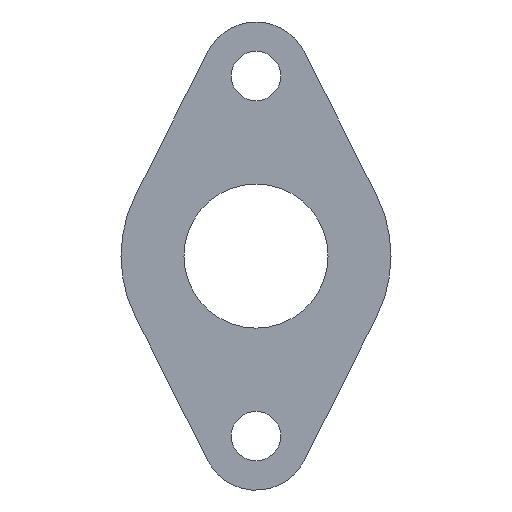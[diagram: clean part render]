
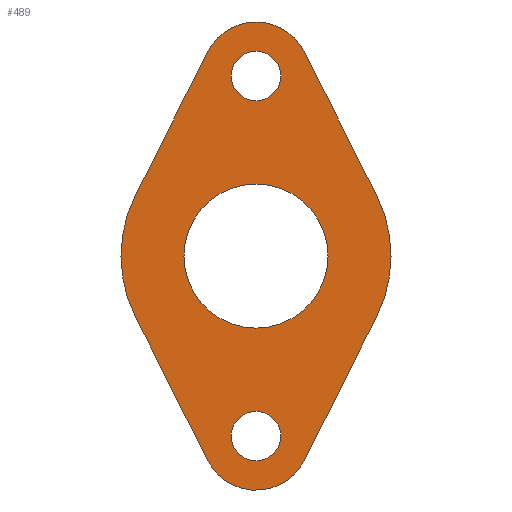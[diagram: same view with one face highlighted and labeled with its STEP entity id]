
A CAD part, left-side view. The second image highlights one B-rep face of the part: STEP entity #489.
In plain terms, the highlighted planar face has unit normal (-1, 0, 0).
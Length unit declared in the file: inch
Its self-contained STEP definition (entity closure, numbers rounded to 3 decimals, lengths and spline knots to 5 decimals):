
#1 = VERTEX_POINT ( 'NONE', #60 ) ;
#4 = CARTESIAN_POINT ( 'NONE',  ( 0., 0., 0.7874 ) ) ;
#8 = DIRECTION ( 'NONE',  ( 0., 0., -1. ) ) ;
#10 = EDGE_CURVE ( 'NONE', #309, #488, #453, .T. ) ;
#24 = EDGE_LOOP ( 'NONE', ( #222, #629 ) ) ;
#26 = CARTESIAN_POINT ( 'NONE',  ( 0., -0.21095, 0.8937 ) ) ;
#27 = CIRCLE ( 'NONE', #235, 0.23622 ) ;
#40 = CARTESIAN_POINT ( 'NONE',  ( 0., 0., 0.7874 ) ) ;
#43 = CARTESIAN_POINT ( 'NONE',  ( 0., 0., 0.31496 ) ) ;
#48 = CIRCLE ( 'NONE', #159, 0.10827 ) ;
#53 = CARTESIAN_POINT ( 'NONE',  ( 0., 0.52738, 0.26575 ) ) ;
#55 = FACE_BOUND ( 'NONE', #24, .T. ) ;
#60 = CARTESIAN_POINT ( 'NONE',  ( 0., 0.21095, -0.8937 ) ) ;
#62 = VERTEX_POINT ( 'NONE', #216 ) ;
#66 = ORIENTED_EDGE ( 'NONE', *, *, #10, .F. ) ;
#72 = ORIENTED_EDGE ( 'NONE', *, *, #424, .F. ) ;
#86 = CIRCLE ( 'NONE', #208, 0.10827 ) ;
#90 = DIRECTION ( 'NONE',  ( 0., 0., -1. ) ) ;
#92 = DIRECTION ( 'NONE',  ( 1., 0., 0. ) ) ;
#95 = CARTESIAN_POINT ( 'NONE',  ( 0., 0.52738, 0.26575 ) ) ;
#98 = VECTOR ( 'NONE', #385, 39.37008 ) ;
#101 = CARTESIAN_POINT ( 'NONE',  ( 0., -0.21095, 0.8937 ) ) ;
#107 = DIRECTION ( 'NONE',  ( 0., -0.45, 0.893 ) ) ;
#119 = EDGE_CURVE ( 'NONE', #295, #548, #86, .T. ) ;
#120 = EDGE_LOOP ( 'NONE', ( #394, #601 ) ) ;
#122 = DIRECTION ( 'NONE',  ( 1., 0., 0. ) ) ;
#125 = DIRECTION ( 'NONE',  ( 1., 0., 0. ) ) ;
#134 = CARTESIAN_POINT ( 'NONE',  ( 0., 0., 1.02362 ) ) ;
#136 = EDGE_CURVE ( 'NONE', #530, #309, #27, .T. ) ;
#139 = LINE ( 'NONE', #236, #98 ) ;
#147 = CIRCLE ( 'NONE', #397, 0.59055 ) ;
#154 = DIRECTION ( 'NONE',  ( 0., 0.45, -0.893 ) ) ;
#159 = AXIS2_PLACEMENT_3D ( 'NONE', #528, #325, #585 ) ;
#162 = EDGE_CURVE ( 'NONE', #612, #1, #409, .T. ) ;
#166 = DIRECTION ( 'NONE',  ( 1., 0., 0. ) ) ;
#167 = CARTESIAN_POINT ( 'NONE',  ( 0., -0.52738, -0.26575 ) ) ;
#168 = AXIS2_PLACEMENT_3D ( 'NONE', #463, #122, #355 ) ;
#184 = CARTESIAN_POINT ( 'NONE',  ( 0., 0.52738, -0.26575 ) ) ;
#189 = CIRCLE ( 'NONE', #321, 0.31496 ) ;
#192 = ORIENTED_EDGE ( 'NONE', *, *, #136, .F. ) ;
#194 = LINE ( 'NONE', #438, #310 ) ;
#195 = VERTEX_POINT ( 'NONE', #43 ) ;
#202 = CARTESIAN_POINT ( 'NONE',  ( 0., 0., 0. ) ) ;
#206 = DIRECTION ( 'NONE',  ( 0., 0., -1. ) ) ;
#208 = AXIS2_PLACEMENT_3D ( 'NONE', #459, #166, #206 ) ;
#214 = AXIS2_PLACEMENT_3D ( 'NONE', #202, #125, #251 ) ;
#216 = CARTESIAN_POINT ( 'NONE',  ( 0., 0., 0.89567 ) ) ;
#222 = ORIENTED_EDGE ( 'NONE', *, *, #344, .T. ) ;
#235 = AXIS2_PLACEMENT_3D ( 'NONE', #564, #410, #519 ) ;
#236 = CARTESIAN_POINT ( 'NONE',  ( 0., 0.21095, -0.8937 ) ) ;
#241 = EDGE_LOOP ( 'NONE', ( #583, #457 ) ) ;
#244 = EDGE_CURVE ( 'NONE', #318, #588, #147, .T. ) ;
#251 = DIRECTION ( 'NONE',  ( 0., 0., -1. ) ) ;
#278 = EDGE_CURVE ( 'NONE', #548, #295, #48, .T. ) ;
#294 = FACE_BOUND ( 'NONE', #241, .T. ) ;
#295 = VERTEX_POINT ( 'NONE', #328 ) ;
#301 = DIRECTION ( 'NONE',  ( 0., 0., -1. ) ) ;
#303 = EDGE_CURVE ( 'NONE', #461, #62, #377, .T. ) ;
#309 = VERTEX_POINT ( 'NONE', #134 ) ;
#310 = VECTOR ( 'NONE', #154, 39.37008 ) ;
#312 = VERTEX_POINT ( 'NONE', #184 ) ;
#314 = CARTESIAN_POINT ( 'NONE',  ( 0., 0., -0.31496 ) ) ;
#318 = VERTEX_POINT ( 'NONE', #545 ) ;
#320 = DIRECTION ( 'NONE',  ( 1., 0., 0. ) ) ;
#321 = AXIS2_PLACEMENT_3D ( 'NONE', #532, #320, #301 ) ;
#323 = ORIENTED_EDGE ( 'NONE', *, *, #544, .F. ) ;
#325 = DIRECTION ( 'NONE',  ( 1., 0., 0. ) ) ;
#328 = CARTESIAN_POINT ( 'NONE',  ( 0., 0., -0.89567 ) ) ;
#337 = CARTESIAN_POINT ( 'NONE',  ( 0., 0., 0. ) ) ;
#341 = CARTESIAN_POINT ( 'NONE',  ( 0., 0., 0.67913 ) ) ;
#342 = ORIENTED_EDGE ( 'NONE', *, *, #162, .F. ) ;
#344 = EDGE_CURVE ( 'NONE', #62, #461, #520, .T. ) ;
#345 = DIRECTION ( 'NONE',  ( 0., 0., -1. ) ) ;
#355 = DIRECTION ( 'NONE',  ( 0., 0., -1. ) ) ;
#356 = AXIS2_PLACEMENT_3D ( 'NONE', #40, #382, #90 ) ;
#362 = EDGE_CURVE ( 'NONE', #635, #530, #557, .T. ) ;
#364 = LINE ( 'NONE', #26, #484 ) ;
#370 = ORIENTED_EDGE ( 'NONE', *, *, #362, .F. ) ;
#375 = VECTOR ( 'NONE', #107, 39.37008 ) ;
#377 = CIRCLE ( 'NONE', #356, 0.10827 ) ;
#382 = DIRECTION ( 'NONE',  ( 1., 0., 0. ) ) ;
#385 = DIRECTION ( 'NONE',  ( 0., 0.45, 0.893 ) ) ;
#394 = ORIENTED_EDGE ( 'NONE', *, *, #278, .T. ) ;
#396 = EDGE_CURVE ( 'NONE', #588, #612, #194, .T. ) ;
#397 = AXIS2_PLACEMENT_3D ( 'NONE', #628, #538, #582 ) ;
#398 = FACE_BOUND ( 'NONE', #120, .T. ) ;
#403 = FACE_OUTER_BOUND ( 'NONE', #448, .T. ) ;
#409 = CIRCLE ( 'NONE', #607, 0.23622 ) ;
#410 = DIRECTION ( 'NONE',  ( 1., 0., 0. ) ) ;
#417 = DIRECTION ( 'NONE',  ( 1., 0., 0. ) ) ;
#424 = EDGE_CURVE ( 'NONE', #1, #312, #139, .T. ) ;
#432 = CIRCLE ( 'NONE', #214, 0.59055 ) ;
#437 = EDGE_CURVE ( 'NONE', #556, #195, #551, .T. ) ;
#438 = CARTESIAN_POINT ( 'NONE',  ( 0., -0.52738, -0.26575 ) ) ;
#448 = EDGE_LOOP ( 'NONE', ( #370, #323, #72, #342, #597, #626, #553, #66, #192 ) ) ;
#453 = CIRCLE ( 'NONE', #168, 0.23622 ) ;
#457 = ORIENTED_EDGE ( 'NONE', *, *, #437, .T. ) ;
#459 = CARTESIAN_POINT ( 'NONE',  ( 0., 0., -0.7874 ) ) ;
#461 = VERTEX_POINT ( 'NONE', #341 ) ;
#463 = CARTESIAN_POINT ( 'NONE',  ( 0., 0., 0.7874 ) ) ;
#470 = CARTESIAN_POINT ( 'NONE',  ( 0., 0., -0.7874 ) ) ;
#484 = VECTOR ( 'NONE', #619, 39.37008 ) ;
#488 = VERTEX_POINT ( 'NONE', #101 ) ;
#489 = ADVANCED_FACE ( 'NONE', ( #403, #398, #294, #55 ), #603, .F. ) ;
#495 = AXIS2_PLACEMENT_3D ( 'NONE', #4, #600, #8 ) ;
#514 = EDGE_CURVE ( 'NONE', #195, #556, #189, .T. ) ;
#515 = DIRECTION ( 'NONE',  ( 1., 0., 0. ) ) ;
#519 = DIRECTION ( 'NONE',  ( 0., 0., -1. ) ) ;
#520 = CIRCLE ( 'NONE', #495, 0.10827 ) ;
#528 = CARTESIAN_POINT ( 'NONE',  ( 0., 0., -0.7874 ) ) ;
#530 = VERTEX_POINT ( 'NONE', #574 ) ;
#532 = CARTESIAN_POINT ( 'NONE',  ( 0., 0., 0. ) ) ;
#538 = DIRECTION ( 'NONE',  ( 1., 0., 0. ) ) ;
#544 = EDGE_CURVE ( 'NONE', #312, #635, #432, .T. ) ;
#545 = CARTESIAN_POINT ( 'NONE',  ( 0., -0.52738, 0.26575 ) ) ;
#548 = VERTEX_POINT ( 'NONE', #605 ) ;
#551 = CIRCLE ( 'NONE', #589, 0.31496 ) ;
#553 = ORIENTED_EDGE ( 'NONE', *, *, #604, .F. ) ;
#556 = VERTEX_POINT ( 'NONE', #314 ) ;
#557 = LINE ( 'NONE', #95, #375 ) ;
#561 = DIRECTION ( 'NONE',  ( 0., 1., 0. ) ) ;
#564 = CARTESIAN_POINT ( 'NONE',  ( 0., 0., 0.7874 ) ) ;
#568 = CARTESIAN_POINT ( 'NONE',  ( 0., -0.21095, -0.8937 ) ) ;
#574 = CARTESIAN_POINT ( 'NONE',  ( 0., 0.21095, 0.8937 ) ) ;
#581 = AXIS2_PLACEMENT_3D ( 'NONE', #621, #417, #561 ) ;
#582 = DIRECTION ( 'NONE',  ( 0., 0., -1. ) ) ;
#583 = ORIENTED_EDGE ( 'NONE', *, *, #514, .T. ) ;
#585 = DIRECTION ( 'NONE',  ( 0., 0., -1. ) ) ;
#588 = VERTEX_POINT ( 'NONE', #167 ) ;
#589 = AXIS2_PLACEMENT_3D ( 'NONE', #337, #92, #345 ) ;
#597 = ORIENTED_EDGE ( 'NONE', *, *, #396, .F. ) ;
#600 = DIRECTION ( 'NONE',  ( 1., 0., 0. ) ) ;
#601 = ORIENTED_EDGE ( 'NONE', *, *, #119, .T. ) ;
#603 = PLANE ( 'NONE',  #581 ) ;
#604 = EDGE_CURVE ( 'NONE', #488, #318, #364, .T. ) ;
#605 = CARTESIAN_POINT ( 'NONE',  ( 0., 0., -0.67913 ) ) ;
#607 = AXIS2_PLACEMENT_3D ( 'NONE', #470, #515, #613 ) ;
#612 = VERTEX_POINT ( 'NONE', #568 ) ;
#613 = DIRECTION ( 'NONE',  ( 0., 0., -1. ) ) ;
#619 = DIRECTION ( 'NONE',  ( 0., -0.45, -0.893 ) ) ;
#621 = CARTESIAN_POINT ( 'NONE',  ( 0., 0., 0.7874 ) ) ;
#626 = ORIENTED_EDGE ( 'NONE', *, *, #244, .F. ) ;
#628 = CARTESIAN_POINT ( 'NONE',  ( 0., 0., 0. ) ) ;
#629 = ORIENTED_EDGE ( 'NONE', *, *, #303, .T. ) ;
#635 = VERTEX_POINT ( 'NONE', #53 ) ;
